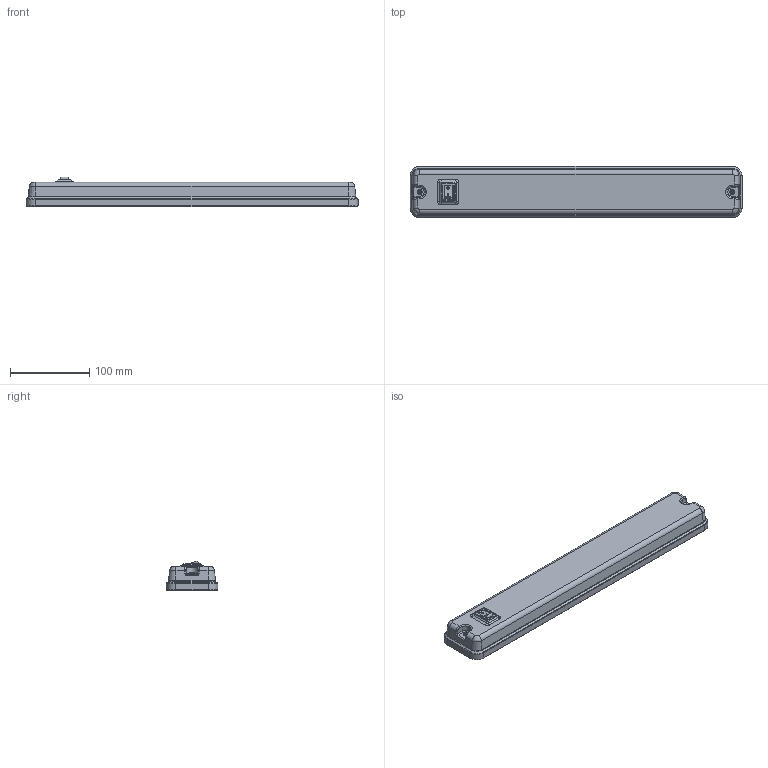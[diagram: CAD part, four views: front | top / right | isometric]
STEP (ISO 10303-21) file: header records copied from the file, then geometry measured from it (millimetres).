
FILE_DESCRIPTION(/* description */ (''),/* implementation_level */ '2;1');
FILE_NAME(/* name */ 'ILL42.stp',/* time_stamp */ '2014-05-27T14:55:56+02:00',/* author */ (''),/* organization */ (''),/* preprocessor_version */ 'ST-DEVELOPER v11',/* originating_system */ 'SIEMENS PLM Software NX 7.5',/* authorisation */ '');
FILE_SCHEMA (('AUTOMOTIVE_DESIGN { 1 0 10303 214 1 1 1 1 }'));
Length unit declared in the file: millimetre
Products named in the file (1): m.ne804E7y4n
Bounding box: 418.9 x 64.9 x 37.8 mm (x, y, z)
Volume: 615256.8 mm3; surface area: 117583.9 mm2
Topology: 1 solids, 10 shells, 489 faces, 1217 edges, 762 vertices
Faces by surface type: plane 247, cylinder 136, cone 40, bspline 30, torus 28, sphere 4, extrusion 4
Full cylindrical faces by diameter (mm): 2 x1, 2.45 x2, 2.9 x2, 3 x1
Entity records: 16911 total; most frequent: CARTESIAN_POINT 5142, ORIENTED_EDGE 2400, DIRECTION 2345, EDGE_CURVE 1200, AXIS2_PLACEMENT_3D 802, VERTEX_POINT 759, VECTOR 741, LINE 737
